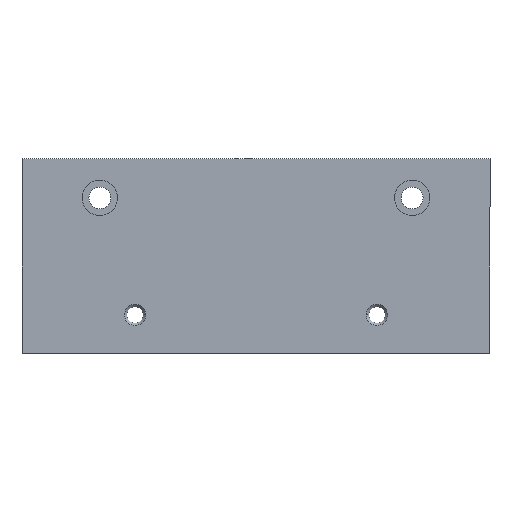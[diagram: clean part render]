
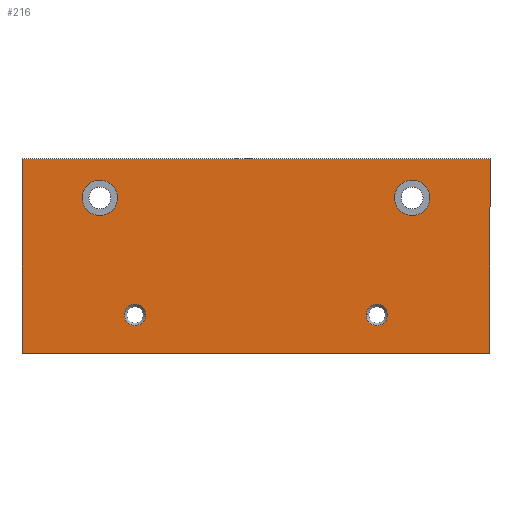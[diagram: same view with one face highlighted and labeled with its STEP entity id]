
A CAD part, top view. The second image highlights one B-rep face of the part: STEP entity #216.
In plain terms, the highlighted planar face has unit normal (0, 0, 1).
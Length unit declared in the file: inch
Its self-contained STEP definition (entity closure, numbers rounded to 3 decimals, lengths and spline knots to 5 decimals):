
#22 = EDGE_LOOP ( 'NONE', ( #330, #440 ) ) ;
#36 = CIRCLE ( 'NONE', #599, 0.179 ) ;
#44 = EDGE_LOOP ( 'NONE', ( #134, #587 ) ) ;
#56 = ORIENTED_EDGE ( 'NONE', *, *, #609, .F. ) ;
#66 = ORIENTED_EDGE ( 'NONE', *, *, #353, .F. ) ;
#70 = ORIENTED_EDGE ( 'NONE', *, *, #286, .F. ) ;
#76 = EDGE_CURVE ( 'NONE', #668, #891, #418, .T. ) ;
#88 = DIRECTION ( 'NONE',  ( 0., 0., 1. ) ) ;
#103 = CARTESIAN_POINT ( 'NONE',  ( 4.114, 1.566, 0.22 ) ) ;
#115 = DIRECTION ( 'NONE',  ( 0., 0., 1. ) ) ;
#127 = DIRECTION ( 'NONE',  ( -1., 0., 0. ) ) ;
#131 = EDGE_CURVE ( 'NONE', #367, #728, #816, .T. ) ;
#134 = ORIENTED_EDGE ( 'NONE', *, *, #800, .T. ) ;
#145 = CARTESIAN_POINT ( 'NONE',  ( 0.964, 1.566, 0.22 ) ) ;
#157 = EDGE_CURVE ( 'NONE', #891, #668, #848, .T. ) ;
#172 = CIRCLE ( 'NONE', #780, 0.179 ) ;
#186 = ORIENTED_EDGE ( 'NONE', *, *, #623, .F. ) ;
#195 = LINE ( 'NONE', #880, #368 ) ;
#210 = DIRECTION ( 'NONE',  ( 1., 0., 0. ) ) ;
#216 = ADVANCED_FACE ( 'NONE', ( #715, #592, #772, #494, #867 ), #830, .T. ) ;
#225 = DIRECTION ( 'NONE',  ( 0., 0., -1. ) ) ;
#226 = DIRECTION ( 'NONE',  ( 1., 0., 0. ) ) ;
#241 = CARTESIAN_POINT ( 'NONE',  ( 0.606, 1.566, 0.22 ) ) ;
#262 = ORIENTED_EDGE ( 'NONE', *, *, #131, .F. ) ;
#263 = VECTOR ( 'NONE', #681, 39.37008 ) ;
#264 = CARTESIAN_POINT ( 'NONE',  ( 0., 0., 0.22 ) ) ;
#267 = DIRECTION ( 'NONE',  ( 0., 0., 1. ) ) ;
#268 = DIRECTION ( 'NONE',  ( 1., 0., 0. ) ) ;
#281 = CARTESIAN_POINT ( 'NONE',  ( 3.935, 1.566, 0.22 ) ) ;
#286 = EDGE_CURVE ( 'NONE', #842, #309, #425, .T. ) ;
#288 = DIRECTION ( 'NONE',  ( -1., 0., 0. ) ) ;
#300 = CARTESIAN_POINT ( 'NONE',  ( 0.785, 1.566, 0.22 ) ) ;
#306 = LINE ( 'NONE', #897, #652 ) ;
#309 = VERTEX_POINT ( 'NONE', #617 ) ;
#324 = DIRECTION ( 'NONE',  ( -1., 0., 0. ) ) ;
#327 = VERTEX_POINT ( 'NONE', #757 ) ;
#330 = ORIENTED_EDGE ( 'NONE', *, *, #76, .T. ) ;
#335 = VERTEX_POINT ( 'NONE', #754 ) ;
#343 = CARTESIAN_POINT ( 'NONE',  ( 3.58, 0.385, 0.22 ) ) ;
#353 = EDGE_CURVE ( 'NONE', #728, #367, #390, .T. ) ;
#356 = CARTESIAN_POINT ( 'NONE',  ( 3.756, 1.566, 0.22 ) ) ;
#362 = CARTESIAN_POINT ( 'NONE',  ( 1.14, 0.385, 0.22 ) ) ;
#367 = VERTEX_POINT ( 'NONE', #399 ) ;
#368 = VECTOR ( 'NONE', #324, 39.37008 ) ;
#376 = EDGE_CURVE ( 'NONE', #814, #842, #195, .T. ) ;
#380 = DIRECTION ( 'NONE',  ( 1., 0., 0. ) ) ;
#386 = EDGE_CURVE ( 'NONE', #335, #814, #894, .T. ) ;
#390 = CIRCLE ( 'NONE', #810, 0.1075 ) ;
#399 = CARTESIAN_POINT ( 'NONE',  ( 1.0325, 0.385, 0.22 ) ) ;
#415 = EDGE_LOOP ( 'NONE', ( #70, #732, #512, #186 ) ) ;
#418 = CIRCLE ( 'NONE', #446, 0.179 ) ;
#425 = LINE ( 'NONE', #264, #263 ) ;
#431 = AXIS2_PLACEMENT_3D ( 'NONE', #768, #763, #268 ) ;
#439 = CARTESIAN_POINT ( 'NONE',  ( 0.785, 1.566, 0.22 ) ) ;
#440 = ORIENTED_EDGE ( 'NONE', *, *, #157, .T. ) ;
#446 = AXIS2_PLACEMENT_3D ( 'NONE', #716, #225, #645 ) ;
#457 = EDGE_CURVE ( 'NONE', #327, #752, #876, .T. ) ;
#494 = FACE_BOUND ( 'NONE', #22, .T. ) ;
#504 = DIRECTION ( 'NONE',  ( -1., 0., 0. ) ) ;
#512 = ORIENTED_EDGE ( 'NONE', *, *, #386, .F. ) ;
#514 = CARTESIAN_POINT ( 'NONE',  ( 3.4725, 0.385, 0.22 ) ) ;
#515 = EDGE_LOOP ( 'NONE', ( #802, #56 ) ) ;
#531 = DIRECTION ( 'NONE',  ( -1., 0., 0. ) ) ;
#583 = CARTESIAN_POINT ( 'NONE',  ( 3.58, 0.385, 0.22 ) ) ;
#586 = CARTESIAN_POINT ( 'NONE',  ( 4.72, 0., 0.22 ) ) ;
#587 = ORIENTED_EDGE ( 'NONE', *, *, #749, .T. ) ;
#592 = FACE_OUTER_BOUND ( 'NONE', #415, .T. ) ;
#599 = AXIS2_PLACEMENT_3D ( 'NONE', #439, #863, #380 ) ;
#608 = CARTESIAN_POINT ( 'NONE',  ( 1.14, 0.385, 0.22 ) ) ;
#609 = EDGE_CURVE ( 'NONE', #752, #327, #670, .T. ) ;
#617 = CARTESIAN_POINT ( 'NONE',  ( 0., 1.96, 0.22 ) ) ;
#623 = EDGE_CURVE ( 'NONE', #309, #335, #306, .T. ) ;
#644 = CARTESIAN_POINT ( 'NONE',  ( 0., 0., 0.22 ) ) ;
#645 = DIRECTION ( 'NONE',  ( 1., 0., 0. ) ) ;
#652 = VECTOR ( 'NONE', #671, 39.37008 ) ;
#664 = EDGE_LOOP ( 'NONE', ( #66, #262 ) ) ;
#668 = VERTEX_POINT ( 'NONE', #103 ) ;
#670 = CIRCLE ( 'NONE', #884, 0.1075 ) ;
#671 = DIRECTION ( 'NONE',  ( 1., 0., 0. ) ) ;
#678 = AXIS2_PLACEMENT_3D ( 'NONE', #362, #783, #288 ) ;
#681 = DIRECTION ( 'NONE',  ( 0., 1., 0. ) ) ;
#695 = VERTEX_POINT ( 'NONE', #241 ) ;
#703 = DIRECTION ( 'NONE',  ( 0., 0., -1. ) ) ;
#713 = VECTOR ( 'NONE', #747, 39.37008 ) ;
#715 = FACE_BOUND ( 'NONE', #515, .T. ) ;
#716 = CARTESIAN_POINT ( 'NONE',  ( 3.935, 1.566, 0.22 ) ) ;
#717 = DIRECTION ( 'NONE',  ( 0., 0., -1. ) ) ;
#728 = VERTEX_POINT ( 'NONE', #804 ) ;
#732 = ORIENTED_EDGE ( 'NONE', *, *, #376, .F. ) ;
#747 = DIRECTION ( 'NONE',  ( 0., -1., 0. ) ) ;
#749 = EDGE_CURVE ( 'NONE', #695, #893, #36, .T. ) ;
#752 = VERTEX_POINT ( 'NONE', #514 ) ;
#754 = CARTESIAN_POINT ( 'NONE',  ( 4.72, 1.96, 0.22 ) ) ;
#757 = CARTESIAN_POINT ( 'NONE',  ( 3.6875, 0.385, 0.22 ) ) ;
#763 = DIRECTION ( 'NONE',  ( 0., 0., 1. ) ) ;
#768 = CARTESIAN_POINT ( 'NONE',  ( 2.36, 0.98, 0.22 ) ) ;
#772 = FACE_BOUND ( 'NONE', #44, .T. ) ;
#780 = AXIS2_PLACEMENT_3D ( 'NONE', #300, #717, #226 ) ;
#783 = DIRECTION ( 'NONE',  ( 0., 0., 1. ) ) ;
#800 = EDGE_CURVE ( 'NONE', #893, #695, #172, .T. ) ;
#802 = ORIENTED_EDGE ( 'NONE', *, *, #457, .F. ) ;
#804 = CARTESIAN_POINT ( 'NONE',  ( 1.2475, 0.385, 0.22 ) ) ;
#810 = AXIS2_PLACEMENT_3D ( 'NONE', #608, #115, #531 ) ;
#812 = CARTESIAN_POINT ( 'NONE',  ( 4.72, 1.96, 0.22 ) ) ;
#814 = VERTEX_POINT ( 'NONE', #586 ) ;
#816 = CIRCLE ( 'NONE', #678, 0.1075 ) ;
#830 = PLANE ( 'NONE',  #431 ) ;
#842 = VERTEX_POINT ( 'NONE', #644 ) ;
#848 = CIRCLE ( 'NONE', #870, 0.179 ) ;
#863 = DIRECTION ( 'NONE',  ( 0., 0., -1. ) ) ;
#867 = FACE_BOUND ( 'NONE', #664, .T. ) ;
#870 = AXIS2_PLACEMENT_3D ( 'NONE', #281, #703, #210 ) ;
#876 = CIRCLE ( 'NONE', #899, 0.1075 ) ;
#880 = CARTESIAN_POINT ( 'NONE',  ( 4.72, 0., 0.22 ) ) ;
#884 = AXIS2_PLACEMENT_3D ( 'NONE', #343, #267, #127 ) ;
#891 = VERTEX_POINT ( 'NONE', #356 ) ;
#893 = VERTEX_POINT ( 'NONE', #145 ) ;
#894 = LINE ( 'NONE', #812, #713 ) ;
#897 = CARTESIAN_POINT ( 'NONE',  ( 0., 1.96, 0.22 ) ) ;
#899 = AXIS2_PLACEMENT_3D ( 'NONE', #583, #88, #504 ) ;
